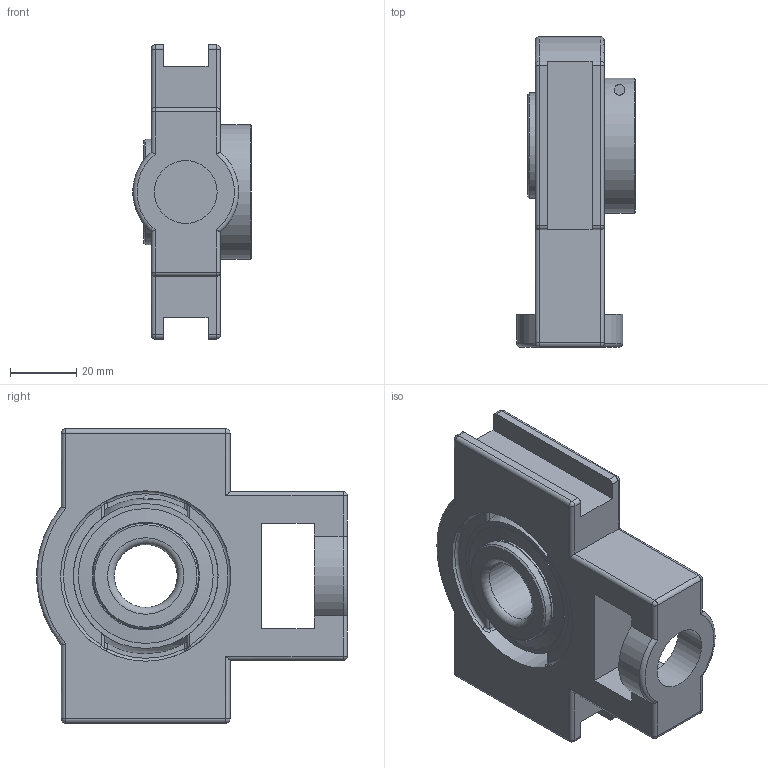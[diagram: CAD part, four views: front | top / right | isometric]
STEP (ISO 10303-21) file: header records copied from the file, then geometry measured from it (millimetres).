
FILE_DESCRIPTION(/* description */ ('Alibre Inc.'),/* implementation_level */ '2;1');
FILE_NAME(/* name */ 'export-BC6467AA-DCEA-4BDD-BDCC-4E79712B8C54',/* time_stamp */ '2020-05-15T15:40:31-07:00',/* author */ (''),/* organization */ (''),/* preprocessor_version */ 'ST-DEVELOPER v17',/* originating_system */ 'Alibre',/* authorisation */ '');
FILE_SCHEMA (('CONFIG_CONTROL_DESIGN'));
Length unit declared in the file: inch
Bounding box: 35.8 x 94 x 89 mm (x, y, z)
Volume: 105441.1 mm3; surface area: 42087.1 mm2
Topology: 15 solids, 15 shells, 233 faces, 596 edges, 363 vertices
Faces by surface type: cylinder 78, plane 73, cone 28, sphere 27, torus 23, bspline 4
Full cylindrical faces by diameter (mm): 3.242 x2, 4 x1, 7 x1, 19 x1, 19.05 x1, 32 x4, 32.508 x2, 40 x2, 40.792 x2, 51.553 x1, 54.25 x1
Entity records: 8011 total; most frequent: CARTESIAN_POINT 2380, ORIENTED_EDGE 1024, DIRECTION 898, EDGE_CURVE 512, AXIS2_PLACEMENT_3D 383, VERTEX_POINT 341, FACE_BOUND 283, EDGE_LOOP 275
